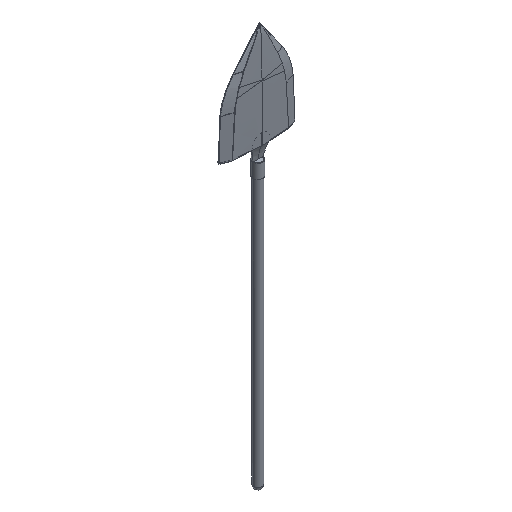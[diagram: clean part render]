
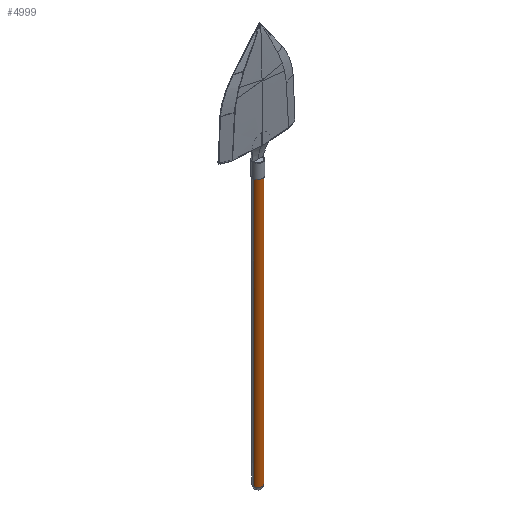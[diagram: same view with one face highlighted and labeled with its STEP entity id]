
A CAD part, isometric view. The second image highlights one B-rep face of the part: STEP entity #4999.
In plain terms, the highlighted free-form (B-spline) face has degree [2, 1] with [5, 2] control points.
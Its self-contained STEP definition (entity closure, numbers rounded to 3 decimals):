
#4956 = VERTEX_POINT('',#4957);
#4957 = CARTESIAN_POINT('',(-7.075,5.896,
    -495.259));
#4958 = VERTEX_POINT('',#4959);
#4959 = CARTESIAN_POINT('',(7.075,5.896,-495.259
    ));
#4967 = EDGE_CURVE('',#4956,#4968,#4970,.T.);
#4968 = VERTEX_POINT('',#4969);
#4969 = CARTESIAN_POINT('',(-7.075,5.896,
    -23.584));
#4970 = B_SPLINE_CURVE_WITH_KNOTS('',1,(#4971,#4972),.UNSPECIFIED.,.F.,
  .F.,(2,2),(0.,400.),.PIECEWISE_BEZIER_KNOTS.);
#4971 = CARTESIAN_POINT('',(-7.075,5.896,
    -495.259));
#4972 = CARTESIAN_POINT('',(-7.075,5.896,
    -23.584));
#4975 = VERTEX_POINT('',#4976);
#4976 = CARTESIAN_POINT('',(7.075,5.896,
    -23.584));
#4984 = EDGE_CURVE('',#4958,#4975,#4985,.T.);
#4985 = B_SPLINE_CURVE_WITH_KNOTS('',1,(#4986,#4987),.UNSPECIFIED.,.F.,
  .F.,(2,2),(0.,400.),.PIECEWISE_BEZIER_KNOTS.);
#4986 = CARTESIAN_POINT('',(7.075,5.896,-495.259
    ));
#4987 = CARTESIAN_POINT('',(7.075,5.896,
    -23.584));
#4999 = ADVANCED_FACE('',(#5000),#5020,.T.);
#5000 = FACE_BOUND('',#5001,.T.);
#5001 = EDGE_LOOP('',(#5002,#5003,#5011,#5012));
#5002 = ORIENTED_EDGE('',*,*,#4967,.F.);
#5003 = ORIENTED_EDGE('',*,*,#5004,.F.);
#5004 = EDGE_CURVE('',#4958,#4956,#5005,.T.);
#5005 = ( BOUNDED_CURVE() B_SPLINE_CURVE(2,(#5006,#5007,#5008,#5009,
#5010),.UNSPECIFIED.,.F.,.F.) B_SPLINE_CURVE_WITH_KNOTS((3,2,3),(0.,
1.571,3.142),.PIECEWISE_BEZIER_KNOTS.) CURVE() 
GEOMETRIC_REPRESENTATION_ITEM() RATIONAL_B_SPLINE_CURVE((1.,
0.707,1.,0.707,1.)) REPRESENTATION_ITEM('') );
#5006 = CARTESIAN_POINT('',(7.075,5.896,-495.259
    ));
#5007 = CARTESIAN_POINT('',(7.075,-1.179,
    -495.259));
#5008 = CARTESIAN_POINT('',(0.,-1.179,
    -495.259));
#5009 = CARTESIAN_POINT('',(-7.075,-1.179,
    -495.259));
#5010 = CARTESIAN_POINT('',(-7.075,5.896,
    -495.259));
#5011 = ORIENTED_EDGE('',*,*,#4984,.T.);
#5012 = ORIENTED_EDGE('',*,*,#5013,.F.);
#5013 = EDGE_CURVE('',#4968,#4975,#5014,.T.);
#5014 = ( BOUNDED_CURVE() B_SPLINE_CURVE(2,(#5015,#5016,#5017,#5018,
#5019),.UNSPECIFIED.,.F.,.F.) B_SPLINE_CURVE_WITH_KNOTS((3,2,3),(
    3.142,4.712,6.283),
.PIECEWISE_BEZIER_KNOTS.) CURVE() GEOMETRIC_REPRESENTATION_ITEM() 
RATIONAL_B_SPLINE_CURVE((1.,0.707,1.,0.707,1.)) 
REPRESENTATION_ITEM('') );
#5015 = CARTESIAN_POINT('',(-7.075,5.896,
    -23.584));
#5016 = CARTESIAN_POINT('',(-7.075,-1.179,
    -23.584));
#5017 = CARTESIAN_POINT('',(0.,-1.179,
    -23.584));
#5018 = CARTESIAN_POINT('',(7.075,-1.179,
    -23.584));
#5019 = CARTESIAN_POINT('',(7.075,5.896,
    -23.584));
#5020 = ( BOUNDED_SURFACE() B_SPLINE_SURFACE(2,1,(
    (#5021,#5022)
    ,(#5023,#5024)
    ,(#5025,#5026)
    ,(#5027,#5028)
    ,(#5029,#5030
)),.UNSPECIFIED.,.F.,.F.,.F.) B_SPLINE_SURFACE_WITH_KNOTS((3,2,3),(2,2),
  (3.142,4.712,6.283),(0.,400.),
.PIECEWISE_BEZIER_KNOTS.) GEOMETRIC_REPRESENTATION_ITEM() 
RATIONAL_B_SPLINE_SURFACE((
    (1.,1.)
    ,(0.707,0.707)
    ,(1.,1.)
    ,(0.707,0.707)
,(1.,1.))) REPRESENTATION_ITEM('') SURFACE() );
#5021 = CARTESIAN_POINT('',(-7.075,5.896,
    -495.259));
#5022 = CARTESIAN_POINT('',(-7.075,5.896,
    -23.584));
#5023 = CARTESIAN_POINT('',(-7.075,-1.179,
    -495.259));
#5024 = CARTESIAN_POINT('',(-7.075,-1.179,
    -23.584));
#5025 = CARTESIAN_POINT('',(0.,-1.179,
    -495.259));
#5026 = CARTESIAN_POINT('',(0.,-1.179,
    -23.584));
#5027 = CARTESIAN_POINT('',(7.075,-1.179,
    -495.259));
#5028 = CARTESIAN_POINT('',(7.075,-1.179,
    -23.584));
#5029 = CARTESIAN_POINT('',(7.075,5.896,-495.259
    ));
#5030 = CARTESIAN_POINT('',(7.075,5.896,
    -23.584));
